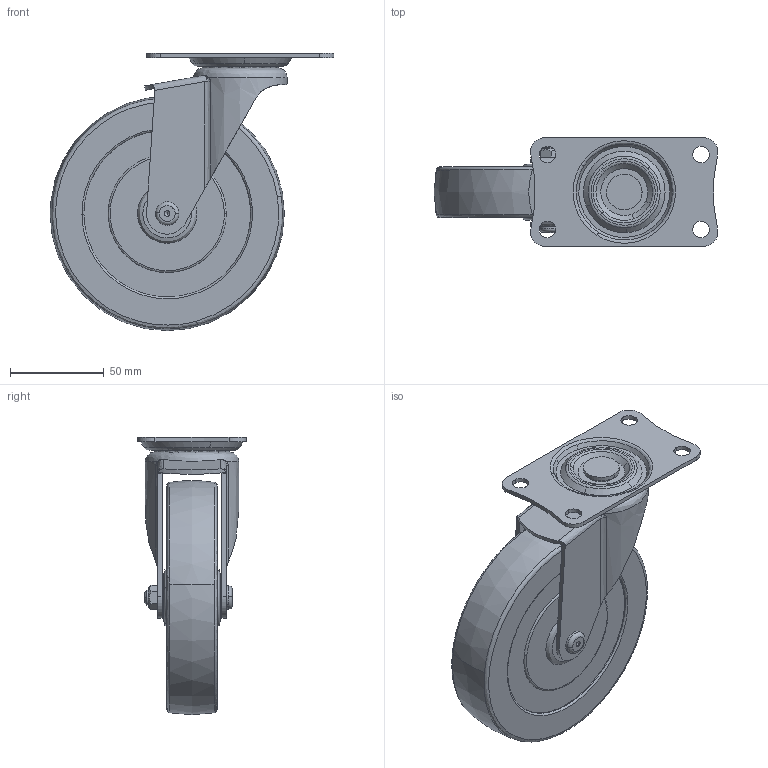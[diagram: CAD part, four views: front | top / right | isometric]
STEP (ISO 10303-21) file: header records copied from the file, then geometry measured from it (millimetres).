
FILE_DESCRIPTION((''),'2;1');
FILE_NAME('','2005-12-15T17:12:00',(''),(''),'','CADfix','');
FILE_SCHEMA(('AUTOMOTIVE_DESIGN'));
Length unit declared in the file: millimetre
Products named in the file (6): wheel; mounting plate; main shaft; body; axle; No_420_E_R125_6_29380_36
Assembly tree (5 placements, depth 2):
  No_420_E_R125_6_29380_36
    wheel
    mounting plate
    main shaft
    body
    axle
Bounding box: 151.48 x 58 x 148 mm (x, y, z)
Volume: 364203.8 mm3; surface area: 73773.3 mm2
Topology: 5 solids, 5 shells, 228 faces, 773 edges, 590 vertices
Faces by surface type: bspline 228
Entity records: 15206 total; most frequent: CARTESIAN_POINT 10858, ORIENTED_EDGE 1542, EDGE_CURVE 771, VERTEX_POINT 590, EDGE_LOOP 355, FACE_OUTER_BOUND 228, ADVANCED_FACE 228, QUASI_UNIFORM_CURVE 142
